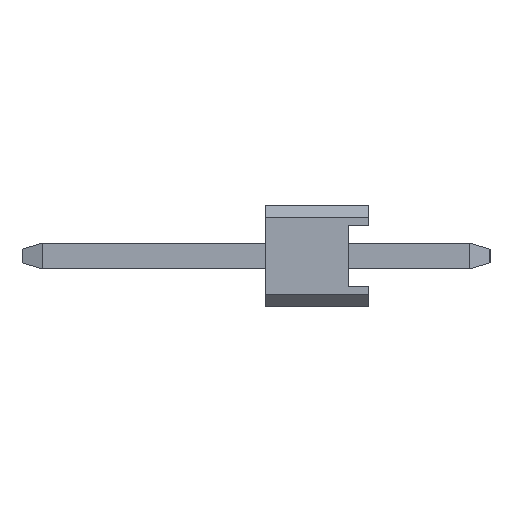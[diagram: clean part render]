
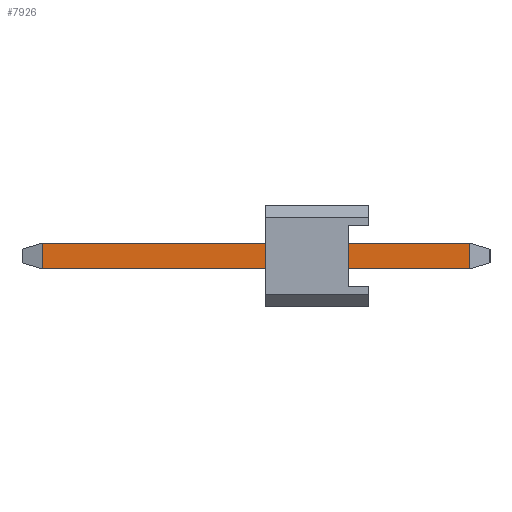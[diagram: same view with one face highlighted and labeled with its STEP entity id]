
A CAD part, left-side view. The second image highlights one B-rep face of the part: STEP entity #7926.
In plain terms, the highlighted planar face has unit normal (-1, 0, 0).
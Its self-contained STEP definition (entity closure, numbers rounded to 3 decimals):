
#2149=ORIENTED_EDGE('',*,*,#3267,.F.);
#2150=ORIENTED_EDGE('',*,*,#3268,.T.);
#2151=ORIENTED_EDGE('',*,*,#3263,.T.);
#2152=ORIENTED_EDGE('',*,*,#3269,.T.);
#3263=EDGE_CURVE('',#3999,#4000,#5077,.T.);
#3267=EDGE_CURVE('',#4003,#4004,#5081,.T.);
#3268=EDGE_CURVE('',#4003,#3999,#5082,.T.);
#3269=EDGE_CURVE('',#4000,#4004,#5083,.T.);
#3999=VERTEX_POINT('',#12613);
#4000=VERTEX_POINT('',#12614);
#4003=VERTEX_POINT('',#12622);
#4004=VERTEX_POINT('',#12623);
#5077=LINE('',#12612,#6167);
#5081=LINE('',#12621,#6171);
#5082=LINE('',#12624,#6172);
#5083=LINE('',#12625,#6173);
#6167=VECTOR('',#10347,1000.);
#6171=VECTOR('',#10353,1000.);
#6172=VECTOR('',#10354,1000.);
#6173=VECTOR('',#10355,1000.);
#6658=EDGE_LOOP('',(#2149,#2150,#2151,#2152));
#7134=FACE_BOUND('',#6658,.T.);
#7530=PLANE('',#8473);
#7926=ADVANCED_FACE('',(#7134),#7530,.F.);
#8473=AXIS2_PLACEMENT_3D('',#12620,#10351,#10352);
#10347=DIRECTION('',(0.,0.,-1.));
#10351=DIRECTION('',(1.,0.,0.));
#10352=DIRECTION('',(0.,0.,-1.));
#10353=DIRECTION('',(0.,0.,-1.));
#10354=DIRECTION('',(0.,1.,0.));
#10355=DIRECTION('',(0.,-1.,0.));
#12612=CARTESIAN_POINT('',(0.,0.64,11.54));
#12613=CARTESIAN_POINT('',(0.,0.64,11.04));
#12614=CARTESIAN_POINT('',(0.,0.64,0.5));
#12620=CARTESIAN_POINT('',(0.,0.64,11.54));
#12621=CARTESIAN_POINT('',(0.,0.,11.54));
#12622=CARTESIAN_POINT('',(0.,0.,11.04));
#12623=CARTESIAN_POINT('',(0.,0.,0.5));
#12624=CARTESIAN_POINT('',(0.,0.64,11.04));
#12625=CARTESIAN_POINT('',(0.,0.64,0.5));
